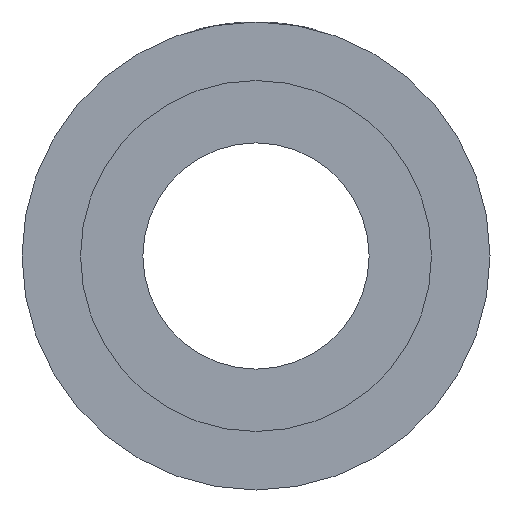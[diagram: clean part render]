
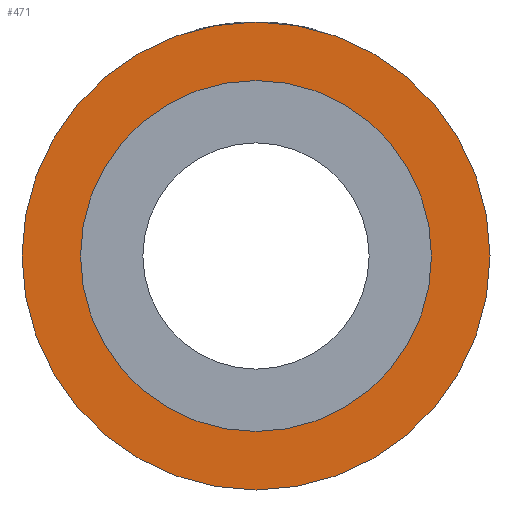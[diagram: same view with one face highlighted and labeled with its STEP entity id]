
A CAD part, front view. The second image highlights one B-rep face of the part: STEP entity #471.
In plain terms, the highlighted planar face has unit normal (0, -1, 0).
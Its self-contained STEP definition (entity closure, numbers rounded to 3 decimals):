
#21 = DIRECTION ( 'NONE',  ( 0., -1., 0. ) ) ;
#42 = CARTESIAN_POINT ( 'NONE',  ( 0., 0., -4.5 ) ) ;
#117 = DIRECTION ( 'NONE',  ( 0., 0., -1. ) ) ;
#160 = EDGE_CURVE ( 'NONE', #680, #627, #664, .T. ) ;
#164 = CARTESIAN_POINT ( 'NONE',  ( 0., 0., 0. ) ) ;
#207 = CIRCLE ( 'NONE', #307, 6. ) ;
#242 = DIRECTION ( 'NONE',  ( 0., 1., 0. ) ) ;
#256 = EDGE_LOOP ( 'NONE', ( #555, #838 ) ) ;
#281 = CARTESIAN_POINT ( 'NONE',  ( 0., 0., 0. ) ) ;
#307 = AXIS2_PLACEMENT_3D ( 'NONE', #760, #242, #554 ) ;
#371 = EDGE_CURVE ( 'NONE', #1086, #480, #407, .T. ) ;
#389 = CARTESIAN_POINT ( 'NONE',  ( 0., 0., 0. ) ) ;
#407 = CIRCLE ( 'NONE', #964, 6. ) ;
#440 = DIRECTION ( 'NONE',  ( 0., 0., 1. ) ) ;
#471 = ADVANCED_FACE ( 'NONE', ( #734, #1310 ), #581, .F. ) ;
#480 = VERTEX_POINT ( 'NONE', #1323 ) ;
#498 = CARTESIAN_POINT ( 'NONE',  ( 0., 0., 0. ) ) ;
#554 = DIRECTION ( 'NONE',  ( 0., 0., 1. ) ) ;
#555 = ORIENTED_EDGE ( 'NONE', *, *, #1156, .F. ) ;
#581 = PLANE ( 'NONE',  #800 ) ;
#627 = VERTEX_POINT ( 'NONE', #1141 ) ;
#664 = CIRCLE ( 'NONE', #1318, 4.5 ) ;
#677 = ORIENTED_EDGE ( 'NONE', *, *, #833, .F. ) ;
#680 = VERTEX_POINT ( 'NONE', #42 ) ;
#734 = FACE_BOUND ( 'NONE', #256, .T. ) ;
#756 = EDGE_LOOP ( 'NONE', ( #1149, #677 ) ) ;
#760 = CARTESIAN_POINT ( 'NONE',  ( 0., 0., 0. ) ) ;
#775 = CARTESIAN_POINT ( 'NONE',  ( 0., 0., -6. ) ) ;
#800 = AXIS2_PLACEMENT_3D ( 'NONE', #281, #1007, #996 ) ;
#833 = EDGE_CURVE ( 'NONE', #480, #1086, #207, .T. ) ;
#838 = ORIENTED_EDGE ( 'NONE', *, *, #160, .F. ) ;
#863 = CIRCLE ( 'NONE', #1070, 4.5 ) ;
#964 = AXIS2_PLACEMENT_3D ( 'NONE', #164, #1272, #440 ) ;
#995 = DIRECTION ( 'NONE',  ( 0., 0., -1. ) ) ;
#996 = DIRECTION ( 'NONE',  ( 0., 0., 1. ) ) ;
#1007 = DIRECTION ( 'NONE',  ( 0., 1., 0. ) ) ;
#1070 = AXIS2_PLACEMENT_3D ( 'NONE', #389, #1129, #995 ) ;
#1086 = VERTEX_POINT ( 'NONE', #775 ) ;
#1129 = DIRECTION ( 'NONE',  ( 0., -1., 0. ) ) ;
#1141 = CARTESIAN_POINT ( 'NONE',  ( 0., 0., 4.5 ) ) ;
#1149 = ORIENTED_EDGE ( 'NONE', *, *, #371, .F. ) ;
#1156 = EDGE_CURVE ( 'NONE', #627, #680, #863, .T. ) ;
#1272 = DIRECTION ( 'NONE',  ( 0., 1., 0. ) ) ;
#1310 = FACE_OUTER_BOUND ( 'NONE', #756, .T. ) ;
#1318 = AXIS2_PLACEMENT_3D ( 'NONE', #498, #21, #117 ) ;
#1323 = CARTESIAN_POINT ( 'NONE',  ( 0., 0., 6. ) ) ;
